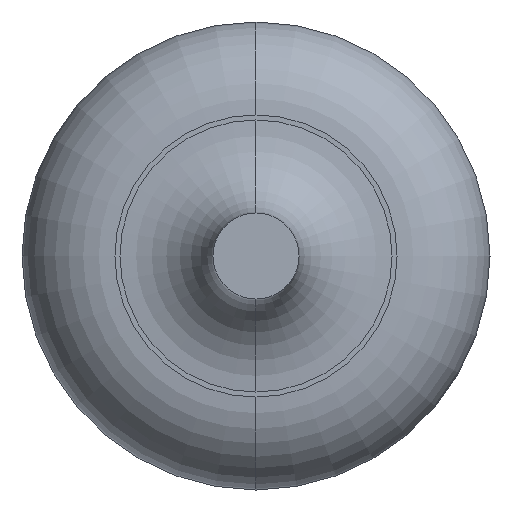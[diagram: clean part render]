
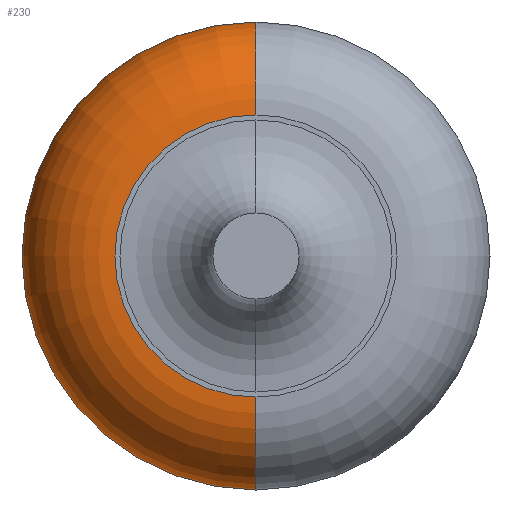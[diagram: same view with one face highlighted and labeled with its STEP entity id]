
A CAD part, left-side view. The second image highlights one B-rep face of the part: STEP entity #230.
In plain terms, the highlighted toroidal (fillet/blend) face has major radius 1.67 mm and minor radius 1.1 mm.
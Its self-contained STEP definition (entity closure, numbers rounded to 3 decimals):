
#11 = CIRCLE ( 'NONE', #218, 1.1 ) ;
#12 = CIRCLE ( 'NONE', #216, 1.1 ) ;
#13 = CIRCLE ( 'NONE', #217, 1.67 ) ;
#69 = CARTESIAN_POINT ( 'NONE',  ( -5.25, 0., 0. ) ) ;
#70 = DIRECTION ( 'NONE',  ( -1., 0., 0. ) ) ;
#71 = DIRECTION ( 'NONE',  ( 0., 0., 1. ) ) ;
#97 = CARTESIAN_POINT ( 'NONE',  ( -6.35, 0., 0. ) ) ;
#98 = DIRECTION ( 'NONE',  ( -1., 0., 0. ) ) ;
#99 = DIRECTION ( 'NONE',  ( 0., 0., 1. ) ) ;
#102 = CARTESIAN_POINT ( 'NONE',  ( -5.25, 0., 1.67 ) ) ;
#103 = DIRECTION ( 'NONE',  ( 0., -1., 0. ) ) ;
#104 = DIRECTION ( 'NONE',  ( 0., 0., -1. ) ) ;
#149 = EDGE_CURVE ( 'NONE', #636, #630, #660, .T. ) ;
#158 = EDGE_CURVE ( 'NONE', #630, #697, #12, .T. ) ;
#159 = EDGE_CURVE ( 'NONE', #694, #697, #13, .T. ) ;
#160 = EDGE_CURVE ( 'NONE', #636, #694, #11, .T. ) ;
#169 = AXIS2_PLACEMENT_3D ( 'NONE', #69, #70, #71 ) ;
#172 = AXIS2_PLACEMENT_3D ( 'NONE', #186, #194, #195 ) ;
#186 = CARTESIAN_POINT ( 'NONE',  ( -5.25, 0., 0. ) ) ;
#194 = DIRECTION ( 'NONE',  ( -1., 0., 0. ) ) ;
#195 = DIRECTION ( 'NONE',  ( 0., 0., 1. ) ) ;
#209 = TOROIDAL_SURFACE ( 'NONE', #172, 1.67, 1.1 ) ;
#216 = AXIS2_PLACEMENT_3D ( 'NONE', #239, #240, #241 ) ;
#217 = AXIS2_PLACEMENT_3D ( 'NONE', #97, #98, #99 ) ;
#218 = AXIS2_PLACEMENT_3D ( 'NONE', #102, #103, #104 ) ;
#230 = ADVANCED_FACE ( 'NONE', ( #713 ), #209, .T. ) ;
#239 = CARTESIAN_POINT ( 'NONE',  ( -5.25, 0., -1.67 ) ) ;
#240 = DIRECTION ( 'NONE',  ( 0., 1., 0. ) ) ;
#241 = DIRECTION ( 'NONE',  ( 0., 0., 1. ) ) ;
#495 = CARTESIAN_POINT ( 'NONE',  ( -5.25, 0., -2.77 ) ) ;
#501 = CARTESIAN_POINT ( 'NONE',  ( -5.25, 0., 2.77 ) ) ;
#505 = CARTESIAN_POINT ( 'NONE',  ( -6.35, 0., 1.67 ) ) ;
#508 = CARTESIAN_POINT ( 'NONE',  ( -6.35, 0., -1.67 ) ) ;
#630 = VERTEX_POINT ( 'NONE', #495 ) ;
#636 = VERTEX_POINT ( 'NONE', #501 ) ;
#641 = ORIENTED_EDGE ( 'NONE', *, *, #149, .T. ) ;
#642 = ORIENTED_EDGE ( 'NONE', *, *, #159, .F. ) ;
#643 = ORIENTED_EDGE ( 'NONE', *, *, #158, .T. ) ;
#654 = ORIENTED_EDGE ( 'NONE', *, *, #160, .F. ) ;
#660 = CIRCLE ( 'NONE', #169, 2.77 ) ;
#674 = EDGE_LOOP ( 'NONE', ( #641, #643, #642, #654 ) ) ;
#694 = VERTEX_POINT ( 'NONE', #505 ) ;
#697 = VERTEX_POINT ( 'NONE', #508 ) ;
#713 = FACE_OUTER_BOUND ( 'NONE', #674, .T. ) ;
